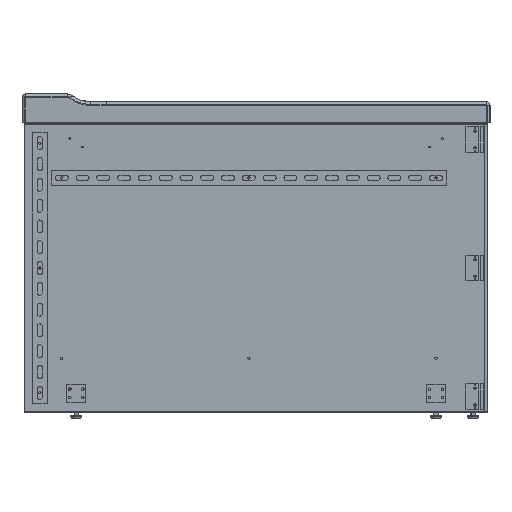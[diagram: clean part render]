
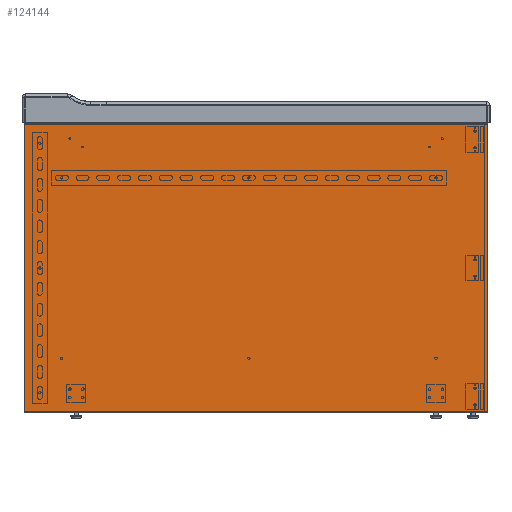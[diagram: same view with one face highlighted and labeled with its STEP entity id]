
A CAD part, front view. The second image highlights one B-rep face of the part: STEP entity #124144.
In plain terms, the highlighted face is planar.
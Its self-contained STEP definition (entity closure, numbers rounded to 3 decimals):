
#124105=CARTESIAN_POINT('',(-946.,446.0,555.0));
#124106=DIRECTION('',(1.0,0.0,0.0));
#124107=DIRECTION('',(0.0,0.0,-1.0));
#124108=AXIS2_PLACEMENT_3D('',#124105,#124106,#124107);
#124109=PLANE('',#124108);
#124110=CARTESIAN_POINT('',(-946.,445.2,554.2));
#124111=VERTEX_POINT('',#124110);
#124112=CARTESIAN_POINT('',(-946.,445.2,0.8));
#124113=VERTEX_POINT('',#124112);
#124114=CARTESIAN_POINT('',(-946.,445.2,554.2));
#124115=DIRECTION('',(0.0,0.0,-1.0));
#124116=VECTOR('',#124115,553.4);
#124117=LINE('',#124114,#124116);
#124118=EDGE_CURVE('',#124111,#124113,#124117,.T.);
#124119=ORIENTED_EDGE('',*,*,#124118,.T.);
#124120=CARTESIAN_POINT('',(-946.,-446.0,0.8));
#124121=VERTEX_POINT('',#124120);
#124122=CARTESIAN_POINT('',(-946.,445.2,0.8));
#124123=DIRECTION('',(0.0,-1.0,0.0));
#124124=VECTOR('',#124123,891.2);
#124125=LINE('',#124122,#124124);
#124126=EDGE_CURVE('',#124113,#124121,#124125,.T.);
#124127=ORIENTED_EDGE('',*,*,#124126,.T.);
#124128=CARTESIAN_POINT('',(-946.,-446.0,554.2));
#124129=VERTEX_POINT('',#124128);
#124130=CARTESIAN_POINT('',(-946.,-446.0,554.2));
#124131=DIRECTION('',(0.0,0.0,-1.0));
#124132=VECTOR('',#124131,553.4);
#124133=LINE('',#124130,#124132);
#124134=EDGE_CURVE('',#124129,#124121,#124133,.T.);
#124135=ORIENTED_EDGE('',*,*,#124134,.F.);
#124136=CARTESIAN_POINT('',(-946.,445.2,554.2));
#124137=DIRECTION('',(0.0,-1.0,0.0));
#124138=VECTOR('',#124137,891.2);
#124139=LINE('',#124136,#124138);
#124140=EDGE_CURVE('',#124129,#124111,#124139,.F.);
#124141=ORIENTED_EDGE('',*,*,#124140,.T.);
#124142=EDGE_LOOP('',(#124119,#124127,#124135,#124141));
#124143=FACE_OUTER_BOUND('',#124142,.T.);
#124144=ADVANCED_FACE('',(#124143),#124109,.F.);
